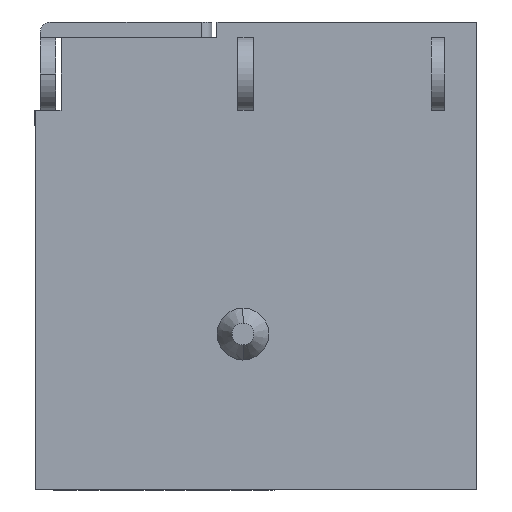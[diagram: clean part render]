
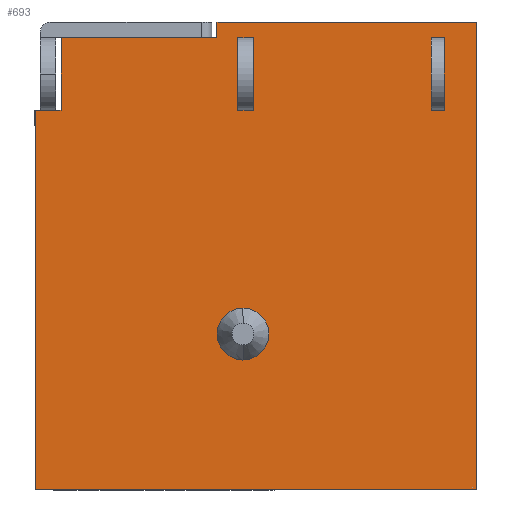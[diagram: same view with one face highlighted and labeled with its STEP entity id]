
A CAD part, front view. The second image highlights one B-rep face of the part: STEP entity #693.
In plain terms, the highlighted face is planar.
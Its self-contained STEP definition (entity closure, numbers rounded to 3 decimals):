
#6 = CARTESIAN_POINT ( 'NONE',  ( -8.7, -1.4, -2.5 ) ) ;
#10 = VECTOR ( 'NONE', #331, 1000. ) ;
#21 = DIRECTION ( 'NONE',  ( -1., 0., 0. ) ) ;
#23 = EDGE_CURVE ( 'NONE', #1234, #831, #1924, .T. ) ;
#45 = PLANE ( 'NONE',  #243 ) ;
#63 = EDGE_CURVE ( 'NONE', #1676, #644, #1322, .T. ) ;
#67 = CARTESIAN_POINT ( 'NONE',  ( -9., -6., -2.5 ) ) ;
#84 = VERTEX_POINT ( 'NONE', #603 ) ;
#88 = VECTOR ( 'NONE', #1494, 1000. ) ;
#97 = CARTESIAN_POINT ( 'NONE',  ( -8.7, -5.125, -2.5 ) ) ;
#98 = CARTESIAN_POINT ( 'NONE',  ( -8.7, -1.7, -2.5 ) ) ;
#117 = LINE ( 'NONE', #958, #1713 ) ;
#159 = CIRCLE ( 'NONE', #412, 0.5 ) ;
#183 = VERTEX_POINT ( 'NONE', #544 ) ;
#200 = VERTEX_POINT ( 'NONE', #1741 ) ;
#210 = ORIENTED_EDGE ( 'NONE', *, *, #1853, .T. ) ;
#215 = LINE ( 'NONE', #1779, #1526 ) ;
#226 = ORIENTED_EDGE ( 'NONE', *, *, #1163, .T. ) ;
#230 = VERTEX_POINT ( 'NONE', #98 ) ;
#232 = VECTOR ( 'NONE', #901, 1000. ) ;
#243 = AXIS2_PLACEMENT_3D ( 'NONE', #1402, #1865, #956 ) ;
#245 = EDGE_CURVE ( 'NONE', #831, #1942, #789, .T. ) ;
#271 = DIRECTION ( 'NONE',  ( 1., 0., 0. ) ) ;
#277 = ORIENTED_EDGE ( 'NONE', *, *, #1311, .T. ) ;
#308 = EDGE_CURVE ( 'NONE', #230, #851, #215, .T. ) ;
#328 = CARTESIAN_POINT ( 'NONE',  ( -9., -5.125, -2.5 ) ) ;
#329 = VERTEX_POINT ( 'NONE', #1453 ) ;
#331 = DIRECTION ( 'NONE',  ( 0., -1., 0. ) ) ;
#342 = CARTESIAN_POINT ( 'NONE',  ( -8.7, -1., -2.5 ) ) ;
#352 = LINE ( 'NONE', #748, #1538 ) ;
#384 = CARTESIAN_POINT ( 'NONE',  ( -7.3, -1.4, -2.5 ) ) ;
#387 = CARTESIAN_POINT ( 'NONE',  ( -7.3, -5.125, -2.5 ) ) ;
#402 = VECTOR ( 'NONE', #424, 1000. ) ;
#412 = AXIS2_PLACEMENT_3D ( 'NONE', #495, #763, #21 ) ;
#424 = DIRECTION ( 'NONE',  ( 0., -1., 0. ) ) ;
#426 = VECTOR ( 'NONE', #481, 1000. ) ;
#455 = CARTESIAN_POINT ( 'NONE',  ( -9., -1.4, -2.5 ) ) ;
#463 = VERTEX_POINT ( 'NONE', #1482 ) ;
#470 = FACE_BOUND ( 'NONE', #925, .T. ) ;
#476 = CARTESIAN_POINT ( 'NONE',  ( 0., 2.5, -2.5 ) ) ;
#481 = DIRECTION ( 'NONE',  ( -1., 0., 0. ) ) ;
#491 = EDGE_CURVE ( 'NONE', #960, #200, #932, .T. ) ;
#495 = CARTESIAN_POINT ( 'NONE',  ( -3., -1.5, -2.5 ) ) ;
#510 = DIRECTION ( 'NONE',  ( 0., 1., 0. ) ) ;
#539 = CARTESIAN_POINT ( 'NONE',  ( -9., -6., -2.5 ) ) ;
#544 = CARTESIAN_POINT ( 'NONE',  ( -3.5, -1.5, -2.5 ) ) ;
#547 = ORIENTED_EDGE ( 'NONE', *, *, #1911, .T. ) ;
#582 = CARTESIAN_POINT ( 'NONE',  ( -9., -1., -2.5 ) ) ;
#603 = CARTESIAN_POINT ( 'NONE',  ( -8.7, -5.125, -2.5 ) ) ;
#612 = DIRECTION ( 'NONE',  ( 0., 1., 0. ) ) ;
#615 = EDGE_CURVE ( 'NONE', #329, #84, #818, .T. ) ;
#635 = CARTESIAN_POINT ( 'NONE',  ( -8.7, -5.375, -2.5 ) ) ;
#644 = VERTEX_POINT ( 'NONE', #785 ) ;
#670 = CARTESIAN_POINT ( 'NONE',  ( -3., -1.5, -2.5 ) ) ;
#693 = ADVANCED_FACE ( 'NONE', ( #1762, #470, #1203, #1722 ), #45, .T. ) ;
#694 = LINE ( 'NONE', #1350, #852 ) ;
#748 = CARTESIAN_POINT ( 'NONE',  ( -7.3, -5.375, -2.5 ) ) ;
#749 = CARTESIAN_POINT ( 'NONE',  ( -9., 2., -2.5 ) ) ;
#761 = VECTOR ( 'NONE', #873, 1000. ) ;
#763 = DIRECTION ( 'NONE',  ( 0., 0., 1. ) ) ;
#785 = CARTESIAN_POINT ( 'NONE',  ( -7.3, 2.5, -2.5 ) ) ;
#789 = LINE ( 'NONE', #582, #1831 ) ;
#802 = VERTEX_POINT ( 'NONE', #946 ) ;
#818 = LINE ( 'NONE', #328, #426 ) ;
#830 = ORIENTED_EDGE ( 'NONE', *, *, #1593, .T. ) ;
#831 = VERTEX_POINT ( 'NONE', #1461 ) ;
#851 = VERTEX_POINT ( 'NONE', #1546 ) ;
#852 = VECTOR ( 'NONE', #612, 1000. ) ;
#873 = DIRECTION ( 'NONE',  ( 0., 1., 0. ) ) ;
#886 = CARTESIAN_POINT ( 'NONE',  ( -9., -6., -2.5 ) ) ;
#890 = EDGE_CURVE ( 'NONE', #802, #329, #1316, .T. ) ;
#901 = DIRECTION ( 'NONE',  ( 1., 0., 0. ) ) ;
#925 = EDGE_LOOP ( 'NONE', ( #226, #547 ) ) ;
#932 = LINE ( 'NONE', #455, #1145 ) ;
#946 = CARTESIAN_POINT ( 'NONE',  ( -7.3, -5.375, -2.5 ) ) ;
#948 = LINE ( 'NONE', #539, #1052 ) ;
#955 = ORIENTED_EDGE ( 'NONE', *, *, #491, .T. ) ;
#956 = DIRECTION ( 'NONE',  ( 0., 1., 0. ) ) ;
#958 = CARTESIAN_POINT ( 'NONE',  ( -7.3, -1.4, -2.5 ) ) ;
#960 = VERTEX_POINT ( 'NONE', #384 ) ;
#989 = ORIENTED_EDGE ( 'NONE', *, *, #1759, .T. ) ;
#1007 = CARTESIAN_POINT ( 'NONE',  ( -7.3, 2., -2.5 ) ) ;
#1027 = ORIENTED_EDGE ( 'NONE', *, *, #1091, .F. ) ;
#1052 = VECTOR ( 'NONE', #1742, 1000. ) ;
#1063 = VERTEX_POINT ( 'NONE', #635 ) ;
#1075 = LINE ( 'NONE', #97, #402 ) ;
#1091 = EDGE_CURVE ( 'NONE', #1234, #463, #948, .T. ) ;
#1095 = LINE ( 'NONE', #1272, #1217 ) ;
#1126 = EDGE_CURVE ( 'NONE', #851, #960, #117, .T. ) ;
#1134 = ORIENTED_EDGE ( 'NONE', *, *, #1765, .F. ) ;
#1135 = CARTESIAN_POINT ( 'NONE',  ( -2.5, -1.5, -2.5 ) ) ;
#1136 = VERTEX_POINT ( 'NONE', #476 ) ;
#1145 = VECTOR ( 'NONE', #1933, 1000. ) ;
#1163 = EDGE_CURVE ( 'NONE', #183, #1550, #1819, .T. ) ;
#1180 = CARTESIAN_POINT ( 'NONE',  ( -7.3, 2.5, -2.5 ) ) ;
#1200 = ORIENTED_EDGE ( 'NONE', *, *, #23, .T. ) ;
#1203 = FACE_BOUND ( 'NONE', #1514, .T. ) ;
#1217 = VECTOR ( 'NONE', #1427, 1000. ) ;
#1222 = VECTOR ( 'NONE', #1257, 1000. ) ;
#1234 = VERTEX_POINT ( 'NONE', #67 ) ;
#1257 = DIRECTION ( 'NONE',  ( 0., 1., 0. ) ) ;
#1265 = EDGE_LOOP ( 'NONE', ( #1200, #1775, #277, #1455, #1286, #1772, #1134, #1027 ) ) ;
#1272 = CARTESIAN_POINT ( 'NONE',  ( -8.7, 2.4, -2.5 ) ) ;
#1285 = DIRECTION ( 'NONE',  ( 1., 0., 0. ) ) ;
#1286 = ORIENTED_EDGE ( 'NONE', *, *, #63, .T. ) ;
#1307 = DIRECTION ( 'NONE',  ( 0., 1., 0. ) ) ;
#1311 = EDGE_CURVE ( 'NONE', #1942, #1581, #1095, .T. ) ;
#1316 = LINE ( 'NONE', #387, #1222 ) ;
#1322 = LINE ( 'NONE', #1180, #761 ) ;
#1350 = CARTESIAN_POINT ( 'NONE',  ( 0., -6., -2.5 ) ) ;
#1402 = CARTESIAN_POINT ( 'NONE',  ( -9., 2.5, -2.5 ) ) ;
#1427 = DIRECTION ( 'NONE',  ( 0., 1., 0. ) ) ;
#1453 = CARTESIAN_POINT ( 'NONE',  ( -7.3, -5.125, -2.5 ) ) ;
#1455 = ORIENTED_EDGE ( 'NONE', *, *, #1832, .T. ) ;
#1461 = CARTESIAN_POINT ( 'NONE',  ( -9., -1., -2.5 ) ) ;
#1482 = CARTESIAN_POINT ( 'NONE',  ( 0., -6., -2.5 ) ) ;
#1494 = DIRECTION ( 'NONE',  ( -1., 0., 0. ) ) ;
#1507 = ORIENTED_EDGE ( 'NONE', *, *, #890, .T. ) ;
#1514 = EDGE_LOOP ( 'NONE', ( #955, #989, #1822, #1663 ) ) ;
#1526 = VECTOR ( 'NONE', #1906, 1000. ) ;
#1538 = VECTOR ( 'NONE', #1285, 1000. ) ;
#1546 = CARTESIAN_POINT ( 'NONE',  ( -7.3, -1.7, -2.5 ) ) ;
#1550 = VERTEX_POINT ( 'NONE', #1135 ) ;
#1553 = AXIS2_PLACEMENT_3D ( 'NONE', #670, #1864, #1723 ) ;
#1581 = VERTEX_POINT ( 'NONE', #1910 ) ;
#1593 = EDGE_CURVE ( 'NONE', #84, #1063, #1075, .T. ) ;
#1623 = CARTESIAN_POINT ( 'NONE',  ( -9., 2.5, -2.5 ) ) ;
#1663 = ORIENTED_EDGE ( 'NONE', *, *, #1126, .T. ) ;
#1676 = VERTEX_POINT ( 'NONE', #1007 ) ;
#1713 = VECTOR ( 'NONE', #510, 1000. ) ;
#1717 = EDGE_CURVE ( 'NONE', #1136, #644, #1871, .T. ) ;
#1722 = FACE_OUTER_BOUND ( 'NONE', #1265, .T. ) ;
#1723 = DIRECTION ( 'NONE',  ( -1., 0., 0. ) ) ;
#1741 = CARTESIAN_POINT ( 'NONE',  ( -8.7, -1.4, -2.5 ) ) ;
#1742 = DIRECTION ( 'NONE',  ( 1., 0., 0. ) ) ;
#1750 = EDGE_LOOP ( 'NONE', ( #1915, #830, #210, #1507 ) ) ;
#1759 = EDGE_CURVE ( 'NONE', #200, #230, #1950, .T. ) ;
#1762 = FACE_BOUND ( 'NONE', #1750, .T. ) ;
#1765 = EDGE_CURVE ( 'NONE', #463, #1136, #694, .T. ) ;
#1772 = ORIENTED_EDGE ( 'NONE', *, *, #1717, .F. ) ;
#1775 = ORIENTED_EDGE ( 'NONE', *, *, #245, .T. ) ;
#1779 = CARTESIAN_POINT ( 'NONE',  ( -7.3, -1.7, -2.5 ) ) ;
#1819 = CIRCLE ( 'NONE', #1553, 0.5 ) ;
#1822 = ORIENTED_EDGE ( 'NONE', *, *, #308, .T. ) ;
#1824 = LINE ( 'NONE', #749, #232 ) ;
#1828 = VECTOR ( 'NONE', #1307, 1000. ) ;
#1831 = VECTOR ( 'NONE', #271, 1000. ) ;
#1832 = EDGE_CURVE ( 'NONE', #1581, #1676, #1824, .T. ) ;
#1853 = EDGE_CURVE ( 'NONE', #1063, #802, #352, .T. ) ;
#1864 = DIRECTION ( 'NONE',  ( 0., 0., 1. ) ) ;
#1865 = DIRECTION ( 'NONE',  ( 0., 0., -1. ) ) ;
#1871 = LINE ( 'NONE', #1623, #88 ) ;
#1906 = DIRECTION ( 'NONE',  ( 1., 0., 0. ) ) ;
#1910 = CARTESIAN_POINT ( 'NONE',  ( -8.7, 2., -2.5 ) ) ;
#1911 = EDGE_CURVE ( 'NONE', #1550, #183, #159, .T. ) ;
#1915 = ORIENTED_EDGE ( 'NONE', *, *, #615, .T. ) ;
#1924 = LINE ( 'NONE', #886, #1828 ) ;
#1933 = DIRECTION ( 'NONE',  ( -1., 0., 0. ) ) ;
#1942 = VERTEX_POINT ( 'NONE', #342 ) ;
#1950 = LINE ( 'NONE', #6, #10 ) ;
